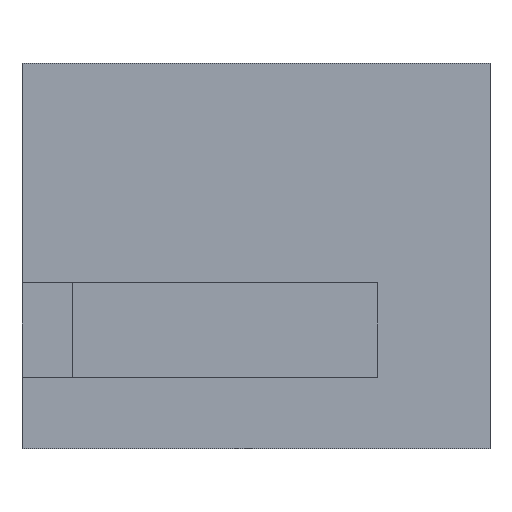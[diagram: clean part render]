
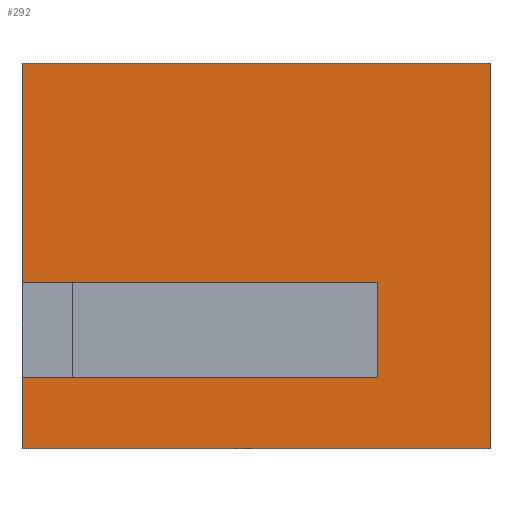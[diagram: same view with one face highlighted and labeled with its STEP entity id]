
A CAD part, left-side view. The second image highlights one B-rep face of the part: STEP entity #292.
In plain terms, the highlighted planar face has unit normal (-1, 0, 0).
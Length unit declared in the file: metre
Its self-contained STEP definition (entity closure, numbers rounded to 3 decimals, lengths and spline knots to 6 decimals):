
#12=ORIENTED_EDGE('',*,*,#96,.F.);
#13=ORIENTED_EDGE('',*,*,#97,.T.);
#14=ORIENTED_EDGE('',*,*,#98,.T.);
#15=ORIENTED_EDGE('',*,*,#99,.T.);
#16=ORIENTED_EDGE('',*,*,#100,.T.);
#17=ORIENTED_EDGE('',*,*,#101,.F.);
#18=ORIENTED_EDGE('',*,*,#102,.F.);
#19=ORIENTED_EDGE('',*,*,#103,.T.);
#96=EDGE_CURVE('',#138,#139,#166,.T.);
#97=EDGE_CURVE('',#138,#140,#167,.T.);
#98=EDGE_CURVE('',#140,#141,#168,.T.);
#99=EDGE_CURVE('',#141,#142,#169,.T.);
#100=EDGE_CURVE('',#142,#143,#170,.T.);
#101=EDGE_CURVE('',#144,#143,#171,.T.);
#102=EDGE_CURVE('',#145,#144,#172,.T.);
#103=EDGE_CURVE('',#145,#139,#173,.T.);
#138=VERTEX_POINT('',#408);
#139=VERTEX_POINT('',#409);
#140=VERTEX_POINT('',#411);
#141=VERTEX_POINT('',#413);
#142=VERTEX_POINT('',#415);
#143=VERTEX_POINT('',#417);
#144=VERTEX_POINT('',#419);
#145=VERTEX_POINT('',#421);
#166=LINE('',#407,#208);
#167=LINE('',#410,#209);
#168=LINE('',#412,#210);
#169=LINE('',#414,#211);
#170=LINE('',#416,#212);
#171=LINE('',#418,#213);
#172=LINE('',#420,#214);
#173=LINE('',#422,#215);
#208=VECTOR('',#337,1.);
#209=VECTOR('',#338,1.);
#210=VECTOR('',#339,1.);
#211=VECTOR('',#340,1.);
#212=VECTOR('',#341,1.);
#213=VECTOR('',#342,1.);
#214=VECTOR('',#343,1.);
#215=VECTOR('',#344,1.);
#250=EDGE_LOOP('',(#12,#13,#14,#15,#16,#17,#18,#19));
#264=FACE_BOUND('',#250,.T.);
#278=PLANE('',#319);
#292=ADVANCED_FACE('',(#264),#278,.F.);
#319=AXIS2_PLACEMENT_3D('',#406,#335,#336);
#335=DIRECTION('',(1.,0.,0.));
#336=DIRECTION('',(0.,1.,0.));
#337=DIRECTION('',(0.,1.,0.));
#338=DIRECTION('',(0.,0.,-1.));
#339=DIRECTION('',(0.,1.,0.));
#340=DIRECTION('',(0.,0.,-1.));
#341=DIRECTION('',(0.,-1.,0.));
#342=DIRECTION('',(0.,0.,-1.));
#343=DIRECTION('',(0.,-1.,0.));
#344=DIRECTION('',(0.,0.,-1.));
#406=CARTESIAN_POINT('',(-0.014894,0.,0.065));
#407=CARTESIAN_POINT('',(-0.014894,0.0095,0.028));
#408=CARTESIAN_POINT('',(-0.014894,-0.0205,0.028));
#409=CARTESIAN_POINT('',(-0.014894,0.0395,0.028));
#410=CARTESIAN_POINT('',(-0.014894,-0.0205,0.02));
#411=CARTESIAN_POINT('',(-0.014894,-0.0205,0.012));
#412=CARTESIAN_POINT('',(-0.014894,0.0095,0.012));
#413=CARTESIAN_POINT('',(-0.014894,0.0395,0.012));
#414=CARTESIAN_POINT('',(-0.014894,0.0395,0.065));
#415=CARTESIAN_POINT('',(-0.014894,0.0395,0.));
#416=CARTESIAN_POINT('',(-0.014894,0.,0.));
#417=CARTESIAN_POINT('',(-0.014894,-0.0395,0.));
#418=CARTESIAN_POINT('',(-0.014894,-0.0395,0.065));
#419=CARTESIAN_POINT('',(-0.014894,-0.0395,0.065));
#420=CARTESIAN_POINT('',(-0.014894,0.,0.065));
#421=CARTESIAN_POINT('',(-0.014894,0.0395,0.065));
#422=CARTESIAN_POINT('',(-0.014894,0.0395,0.065));
